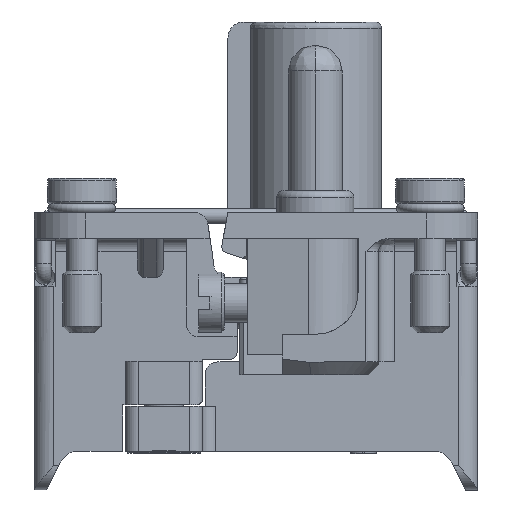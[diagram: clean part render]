
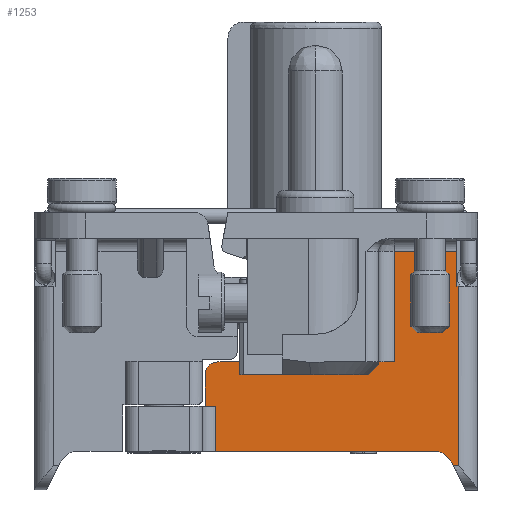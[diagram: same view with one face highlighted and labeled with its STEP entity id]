
A CAD part, left-side view. The second image highlights one B-rep face of the part: STEP entity #1253.
In plain terms, the highlighted planar face has unit normal (-1, 0, 0).
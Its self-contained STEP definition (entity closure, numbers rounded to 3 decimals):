
#430=FACE_OUTER_BOUND('',#2762,.T.);
#1253=ADVANCED_FACE('',(#430),#1999,.T.);
#1999=PLANE('',#13489);
#2762=EDGE_LOOP('',(#4303,#4304,#4305,#4306,#4307,#4308,#4309,#4310,#4311,
#4312,#4313,#4314,#4315,#4316,#4317));
#3662=CIRCLE('',#13487,1.);
#3663=CIRCLE('',#13488,1.5);
#4303=ORIENTED_EDGE('',*,*,#9296,.T.);
#4304=ORIENTED_EDGE('',*,*,#9297,.T.);
#4305=ORIENTED_EDGE('',*,*,#9298,.F.);
#4306=ORIENTED_EDGE('',*,*,#9299,.T.);
#4307=ORIENTED_EDGE('',*,*,#9300,.T.);
#4308=ORIENTED_EDGE('',*,*,#9115,.F.);
#4309=ORIENTED_EDGE('',*,*,#9301,.T.);
#4310=ORIENTED_EDGE('',*,*,#9244,.F.);
#4311=ORIENTED_EDGE('',*,*,#9302,.F.);
#4312=ORIENTED_EDGE('',*,*,#9303,.T.);
#4313=ORIENTED_EDGE('',*,*,#9290,.T.);
#4314=ORIENTED_EDGE('',*,*,#9304,.F.);
#4315=ORIENTED_EDGE('',*,*,#9305,.T.);
#4316=ORIENTED_EDGE('',*,*,#9306,.F.);
#4317=ORIENTED_EDGE('',*,*,#9307,.T.);
#7856=VERTEX_POINT('',#18435);
#7857=VERTEX_POINT('',#18437);
#7979=VERTEX_POINT('',#18725);
#7980=VERTEX_POINT('',#18727);
#8013=VERTEX_POINT('',#18832);
#8014=VERTEX_POINT('',#18834);
#8015=VERTEX_POINT('',#18846);
#8016=VERTEX_POINT('',#18847);
#8017=VERTEX_POINT('',#18849);
#8018=VERTEX_POINT('',#18851);
#8019=VERTEX_POINT('',#18853);
#8020=VERTEX_POINT('',#18857);
#8021=VERTEX_POINT('',#18860);
#8022=VERTEX_POINT('',#18862);
#8023=VERTEX_POINT('',#18864);
#9115=EDGE_CURVE('',#7856,#7857,#10997,.T.);
#9244=EDGE_CURVE('',#7979,#7980,#11081,.T.);
#9290=EDGE_CURVE('',#8014,#8013,#11117,.T.);
#9296=EDGE_CURVE('',#8015,#8016,#11122,.T.);
#9297=EDGE_CURVE('',#8016,#8017,#3662,.T.);
#9298=EDGE_CURVE('',#8018,#8017,#11123,.T.);
#9299=EDGE_CURVE('',#8018,#8019,#11124,.T.);
#9300=EDGE_CURVE('',#8019,#7857,#11125,.T.);
#9301=EDGE_CURVE('',#7856,#7980,#3663,.T.);
#9302=EDGE_CURVE('',#8020,#7979,#11126,.T.);
#9303=EDGE_CURVE('',#8020,#8014,#11127,.T.);
#9304=EDGE_CURVE('',#8021,#8013,#11128,.T.);
#9305=EDGE_CURVE('',#8021,#8022,#11129,.T.);
#9306=EDGE_CURVE('',#8023,#8022,#11130,.T.);
#9307=EDGE_CURVE('',#8023,#8015,#11131,.T.);
#10997=LINE('',#18436,#12213);
#11081=LINE('',#18726,#12297);
#11117=LINE('',#18833,#12333);
#11122=LINE('',#18845,#12338);
#11123=LINE('',#18850,#12339);
#11124=LINE('',#18852,#12340);
#11125=LINE('',#18854,#12341);
#11126=LINE('',#18856,#12342);
#11127=LINE('',#18858,#12343);
#11128=LINE('',#18859,#12344);
#11129=LINE('',#18861,#12345);
#11130=LINE('',#18863,#12346);
#11131=LINE('',#18865,#12347);
#12213=VECTOR('',#14701,1.);
#12297=VECTOR('',#14891,1.);
#12333=VECTOR('',#14965,1.);
#12338=VECTOR('',#14982,1.);
#12339=VECTOR('',#14985,1.);
#12340=VECTOR('',#14986,1.);
#12341=VECTOR('',#14987,1.);
#12342=VECTOR('',#14990,1.);
#12343=VECTOR('',#14991,1.);
#12344=VECTOR('',#14992,1.);
#12345=VECTOR('',#14993,1.);
#12346=VECTOR('',#14994,1.);
#12347=VECTOR('',#14995,1.);
#13487=AXIS2_PLACEMENT_3D('',#18848,#14983,#14984);
#13488=AXIS2_PLACEMENT_3D('',#18855,#14988,#14989);
#13489=AXIS2_PLACEMENT_3D('',#18866,#14996,#14997);
#14701=DIRECTION('',(0.,1.,0.));
#14891=DIRECTION('',(0.,0.447,0.894));
#14965=DIRECTION('',(0.,1.,0.));
#14982=DIRECTION('',(0.,1.,0.));
#14983=DIRECTION('',(-1.,0.,0.));
#14984=DIRECTION('',(0.,0.,1.));
#14985=DIRECTION('',(0.,0.,1.));
#14986=DIRECTION('',(0.,-1.,0.));
#14987=DIRECTION('',(0.,0.,-1.));
#14988=DIRECTION('',(1.,0.,0.));
#14989=DIRECTION('',(0.,0.,1.));
#14990=DIRECTION('',(0.,1.,0.));
#14991=DIRECTION('',(0.,0.,1.));
#14992=DIRECTION('',(0.,0.,-1.));
#14993=DIRECTION('',(0.,1.,0.));
#14994=DIRECTION('',(0.,0.,1.));
#14995=DIRECTION('',(0.,1.,0.));
#14996=DIRECTION('',(-1.,0.,0.));
#14997=DIRECTION('',(0.,0.,1.));
#18435=CARTESIAN_POINT('',(-31.65,-13.823,-33.3));
#18436=CARTESIAN_POINT('',(-31.65,5.4,-33.3));
#18437=CARTESIAN_POINT('',(-31.65,3.15,-33.3));
#18725=CARTESIAN_POINT('',(-31.65,-15.31,-34.42));
#18726=CARTESIAN_POINT('',(-31.65,-16.25,-36.3));
#18727=CARTESIAN_POINT('',(-31.65,-15.165,-34.129));
#18832=CARTESIAN_POINT('',(-31.65,-15.55,-20.5));
#18833=CARTESIAN_POINT('',(-31.65,-18.2,-20.5));
#18834=CARTESIAN_POINT('',(-31.65,-15.7,-20.5));
#18845=CARTESIAN_POINT('',(-31.65,-4.6,-26.37));
#18846=CARTESIAN_POINT('',(-31.65,1.267,-26.37));
#18847=CARTESIAN_POINT('',(-31.65,2.95,-26.37));
#18848=CARTESIAN_POINT('',(-31.65,2.95,-27.37));
#18849=CARTESIAN_POINT('',(-31.65,3.95,-27.37));
#18850=CARTESIAN_POINT('',(-31.65,3.95,-29.685));
#18851=CARTESIAN_POINT('',(-31.65,3.95,-29.8));
#18852=CARTESIAN_POINT('',(-31.65,-5.775,-29.8));
#18853=CARTESIAN_POINT('',(-31.65,3.15,-29.8));
#18854=CARTESIAN_POINT('',(-31.65,3.15,-26.11));
#18855=CARTESIAN_POINT('',(-31.65,-13.823,-34.8));
#18856=CARTESIAN_POINT('',(-31.65,-18.2,-34.42));
#18857=CARTESIAN_POINT('',(-31.65,-15.7,-34.42));
#18858=CARTESIAN_POINT('',(-31.65,-15.7,-20.616));
#18859=CARTESIAN_POINT('',(-31.65,-15.55,-36.3));
#18860=CARTESIAN_POINT('',(-31.65,-15.55,-17.8));
#18861=CARTESIAN_POINT('',(-31.65,-18.2,-17.8));
#18862=CARTESIAN_POINT('',(-31.65,-10.725,-17.8));
#18863=CARTESIAN_POINT('',(-31.65,-10.725,-16.8));
#18864=CARTESIAN_POINT('',(-31.65,-10.725,-26.37));
#18865=CARTESIAN_POINT('',(-31.65,-4.6,-26.37));
#18866=CARTESIAN_POINT('',(-31.65,-5.775,-26.11));
